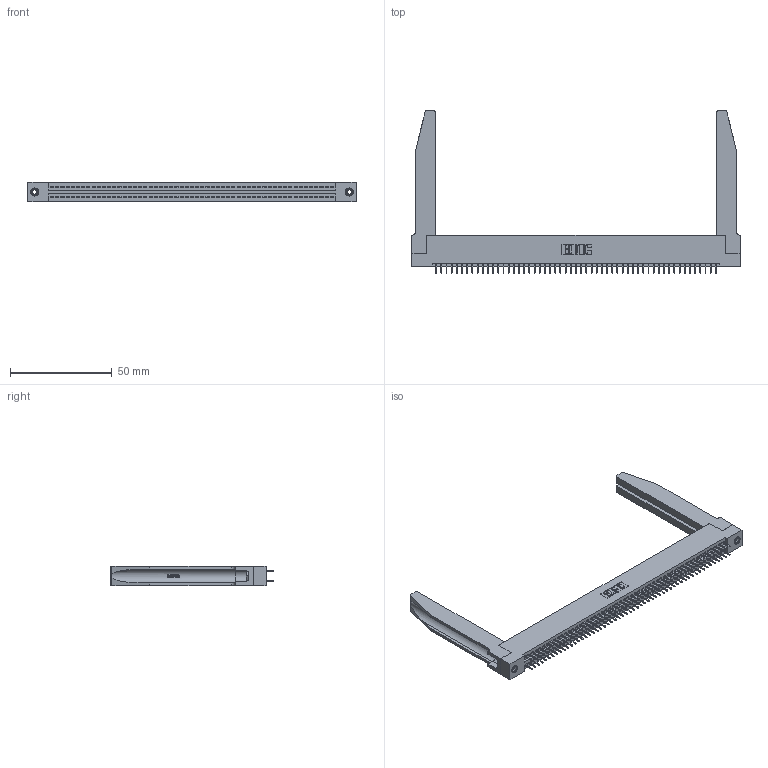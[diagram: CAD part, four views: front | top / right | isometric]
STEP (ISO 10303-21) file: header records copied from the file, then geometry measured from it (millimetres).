
FILE_DESCRIPTION (( 'STEP AP203' ), '1' );
FILE_NAME ('395-110-525-278.STEP', '2020-09-25T19:02:21', ( '' ), ( '' ), 'SwSTEP 2.0', 'SolidWorks 2020', '' );
FILE_SCHEMA (( 'CONFIG_CONTROL_DESIGN' ));
Length unit declared in the file: inch
Products named in the file (5): 345 Part_Flush Mounting Lugs - 0.156 Dia-TH; 345-292-001_345-293-125; 345-220-078_345-220-078; 395-110-525-278; 345-250-001_345-250-001-102
Assembly tree (115 placements, depth 2):
  395-110-525-278
    345 Part_Flush Mounting Lugs - 0.156 Dia-TH
    345-292-001_345-293-125  x110
    345-250-001_345-250-001-102  x2
    345-220-078_345-220-078  x2
Bounding box: 160.93 x 79.68 x 9.4 mm (x, y, z)
Volume: 23343.4 mm3; surface area: 29564.1 mm2
Topology: 115 solids, 115 shells, 6300 faces, 17779 edges, 11402 vertices
Faces by surface type: plane 4512, cylinder 1736, bspline 36, cone 12, torus 4
Entity records: 46218 total; most frequent: CARTESIAN_POINT 8651, ORIENTED_EDGE 7482, DIRECTION 6607, EDGE_CURVE 3741, LINE 3299, VECTOR 3299, VERTEX_POINT 2484, AXIS2_PLACEMENT_3D 1654
